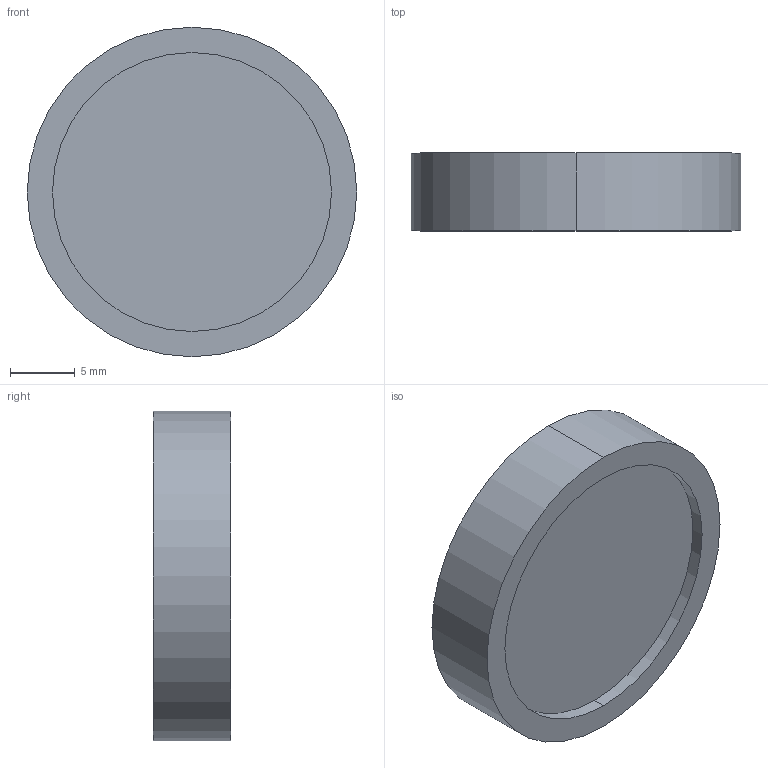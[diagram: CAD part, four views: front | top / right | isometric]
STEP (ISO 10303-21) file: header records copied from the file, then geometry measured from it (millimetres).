
FILE_DESCRIPTION (( 'STEP AP214' ), '1' );
FILE_NAME ('198750.STEP', '2020-07-13T08:22:41', ( '' ), ( '' ), 'SwSTEP 2.0', 'SolidWorks 2019', '' );
FILE_SCHEMA (( 'AUTOMOTIVE_DESIGN' ));
Length unit declared in the file: millimetre
Products named in the file (1): 198750
Bounding box: 25.4 x 6 x 25.4 mm (x, y, z)
Volume: 902 mm3; surface area: 2678.3 mm2
Topology: 3 solids, 3 shells, 19 faces, 36 edges, 24 vertices
Faces by surface type: cylinder 12, plane 7
Entity records: 763 total; most frequent: DIRECTION 100, CARTESIAN_POINT 80, ORIENTED_EDGE 72, AXIS2_PLACEMENT_3D 44, EDGE_CURVE 36, VERTEX_POINT 24, UNCERTAINTY_MEASURE_WITH_UNIT 24, CIRCLE 24
